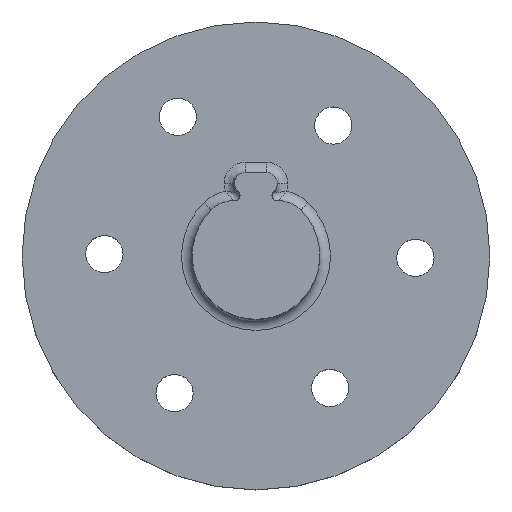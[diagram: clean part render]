
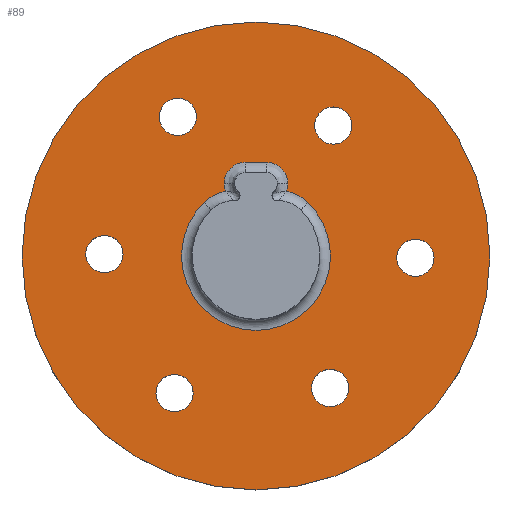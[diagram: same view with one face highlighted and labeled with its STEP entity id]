
A CAD part, top view. The second image highlights one B-rep face of the part: STEP entity #89.
In plain terms, the highlighted planar face has unit normal (0, 0, 1).
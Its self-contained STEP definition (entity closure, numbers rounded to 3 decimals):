
#89=ADVANCED_FACE('',(#165,#166,#167,#168,#169,#170,#171,#172),#119,.T.);
#119=PLANE('',#516);
#123=LINE('',#723,#136);
#136=VECTOR('',#573,1.);
#153=B_SPLINE_CURVE_WITH_KNOTS('',3,(#698,#699,#700,#701,#702,#703,#704),
 .UNSPECIFIED.,.F.,.F.,(4,3,4),(0.,0.384,1.),.UNSPECIFIED.);
#154=B_SPLINE_CURVE_WITH_KNOTS('',3,(#706,#707,#708,#709,#710,#711,#712,
#713,#714,#715,#716,#717,#718,#719,#720,#721),.UNSPECIFIED.,.F.,.F.,(4,
3,3,3,3,4),(0.,0.217,0.435,0.651,0.866,
1.),.UNSPECIFIED.);
#155=B_SPLINE_CURVE_WITH_KNOTS('',3,(#725,#726,#727,#728,#729,#730,#731,
#732,#733,#734,#735,#736,#737,#738,#739,#740),.UNSPECIFIED.,.F.,.F.,(4,
3,3,3,3,4),(0.,0.213,0.425,0.639,0.854,
1.),.UNSPECIFIED.);
#156=B_SPLINE_CURVE_WITH_KNOTS('',3,(#742,#743,#744,#745,#746,#747,#748),
 .UNSPECIFIED.,.F.,.F.,(4,3,4),(0.,0.616,1.),.UNSPECIFIED.);
#165=FACE_BOUND('',#194,.T.);
#166=FACE_BOUND('',#195,.T.);
#167=FACE_BOUND('',#196,.T.);
#168=FACE_BOUND('',#197,.T.);
#169=FACE_BOUND('',#198,.T.);
#170=FACE_BOUND('',#199,.T.);
#171=FACE_BOUND('',#200,.T.);
#172=FACE_BOUND('',#201,.T.);
#194=EDGE_LOOP('',(#244));
#195=EDGE_LOOP('',(#245));
#196=EDGE_LOOP('',(#246));
#197=EDGE_LOOP('',(#247));
#198=EDGE_LOOP('',(#248));
#199=EDGE_LOOP('',(#249,#250,#251,#252,#253,#254,#255,#256));
#200=EDGE_LOOP('',(#257));
#201=EDGE_LOOP('',(#258));
#244=ORIENTED_EDGE('',*,*,#410,.T.);
#245=ORIENTED_EDGE('',*,*,#411,.T.);
#246=ORIENTED_EDGE('',*,*,#412,.T.);
#247=ORIENTED_EDGE('',*,*,#413,.T.);
#248=ORIENTED_EDGE('',*,*,#414,.T.);
#249=ORIENTED_EDGE('',*,*,#415,.T.);
#250=ORIENTED_EDGE('',*,*,#416,.T.);
#251=ORIENTED_EDGE('',*,*,#417,.T.);
#252=ORIENTED_EDGE('',*,*,#418,.T.);
#253=ORIENTED_EDGE('',*,*,#419,.T.);
#254=ORIENTED_EDGE('',*,*,#420,.T.);
#255=ORIENTED_EDGE('',*,*,#421,.T.);
#256=ORIENTED_EDGE('',*,*,#422,.T.);
#257=ORIENTED_EDGE('',*,*,#423,.T.);
#258=ORIENTED_EDGE('',*,*,#424,.F.);
#368=VERTEX_POINT('',#686);
#369=VERTEX_POINT('',#688);
#370=VERTEX_POINT('',#690);
#371=VERTEX_POINT('',#692);
#372=VERTEX_POINT('',#694);
#373=VERTEX_POINT('',#696);
#374=VERTEX_POINT('',#697);
#375=VERTEX_POINT('',#705);
#376=VERTEX_POINT('',#722);
#377=VERTEX_POINT('',#724);
#378=VERTEX_POINT('',#741);
#379=VERTEX_POINT('',#749);
#380=VERTEX_POINT('',#751);
#381=VERTEX_POINT('',#754);
#382=VERTEX_POINT('',#756);
#410=EDGE_CURVE('',#368,#368,#472,.T.);
#411=EDGE_CURVE('',#369,#369,#473,.T.);
#412=EDGE_CURVE('',#370,#370,#474,.T.);
#413=EDGE_CURVE('',#371,#371,#475,.T.);
#414=EDGE_CURVE('',#372,#372,#476,.T.);
#415=EDGE_CURVE('',#373,#374,#477,.T.);
#416=EDGE_CURVE('',#374,#375,#153,.T.);
#417=EDGE_CURVE('',#375,#376,#154,.T.);
#418=EDGE_CURVE('',#376,#377,#123,.T.);
#419=EDGE_CURVE('',#377,#378,#155,.T.);
#420=EDGE_CURVE('',#378,#379,#156,.T.);
#421=EDGE_CURVE('',#379,#380,#478,.T.);
#422=EDGE_CURVE('',#380,#373,#479,.T.);
#423=EDGE_CURVE('',#381,#381,#480,.T.);
#424=EDGE_CURVE('',#382,#382,#481,.T.);
#472=CIRCLE('',#506,1.75);
#473=CIRCLE('',#507,1.75);
#474=CIRCLE('',#508,1.75);
#475=CIRCLE('',#509,1.75);
#476=CIRCLE('',#510,1.75);
#477=CIRCLE('',#511,4.);
#478=CIRCLE('',#512,4.);
#479=CIRCLE('',#513,7.);
#480=CIRCLE('',#514,22.);
#481=CIRCLE('',#515,1.75);
#506=AXIS2_PLACEMENT_3D('',#685,#561,#562);
#507=AXIS2_PLACEMENT_3D('',#687,#563,#564);
#508=AXIS2_PLACEMENT_3D('',#689,#565,#566);
#509=AXIS2_PLACEMENT_3D('',#691,#567,#568);
#510=AXIS2_PLACEMENT_3D('',#693,#569,#570);
#511=AXIS2_PLACEMENT_3D('',#695,#571,#572);
#512=AXIS2_PLACEMENT_3D('',#750,#574,#575);
#513=AXIS2_PLACEMENT_3D('',#752,#576,#577);
#514=AXIS2_PLACEMENT_3D('',#753,#578,#579);
#515=AXIS2_PLACEMENT_3D('',#755,#580,#581);
#516=AXIS2_PLACEMENT_3D('',#757,#582,#583);
#561=DIRECTION('',(0.,0.,-1.));
#562=DIRECTION('',(1.,0.,0.));
#563=DIRECTION('',(0.,0.,-1.));
#564=DIRECTION('',(1.,0.,0.));
#565=DIRECTION('',(0.,0.,-1.));
#566=DIRECTION('',(1.,0.,0.));
#567=DIRECTION('',(0.,0.,-1.));
#568=DIRECTION('',(1.,0.,0.));
#569=DIRECTION('',(0.,0.,-1.));
#570=DIRECTION('',(1.,0.,0.));
#571=DIRECTION('',(0.,0.,-1.));
#572=DIRECTION('',(1.,0.,0.));
#573=DIRECTION('',(1.,0.,0.));
#574=DIRECTION('',(0.,0.,-1.));
#575=DIRECTION('',(1.,0.,0.));
#576=DIRECTION('',(0.,0.,-1.));
#577=DIRECTION('',(1.,0.,0.));
#578=DIRECTION('',(0.,0.,1.));
#579=DIRECTION('',(1.,0.,0.));
#580=DIRECTION('',(0.,0.,1.));
#581=DIRECTION('',(1.,0.,0.));
#582=DIRECTION('',(0.,0.,1.));
#583=DIRECTION('',(1.,0.,0.));
#685=CARTESIAN_POINT('',(-14.256,0.174,6.));
#686=CARTESIAN_POINT('',(-12.506,0.174,6.));
#687=CARTESIAN_POINT('',(-7.66,-12.895,6.));
#688=CARTESIAN_POINT('',(-5.91,-12.895,6.));
#689=CARTESIAN_POINT('',(7.263,12.261,6.));
#690=CARTESIAN_POINT('',(9.013,12.261,6.));
#691=CARTESIAN_POINT('',(6.971,-12.419,6.));
#692=CARTESIAN_POINT('',(8.721,-12.419,6.));
#693=CARTESIAN_POINT('',(14.992,-0.172,6.));
#694=CARTESIAN_POINT('',(16.742,-0.172,6.));
#695=CARTESIAN_POINT('',(-2.084,2.158,6.));
#696=CARTESIAN_POINT('',(-4.863,5.035,6.));
#697=CARTESIAN_POINT('',(-2.874,6.079,6.));
#698=CARTESIAN_POINT('',(-2.874,6.079,6.));
#699=CARTESIAN_POINT('',(-2.906,6.165,6.));
#700=CARTESIAN_POINT('',(-2.932,6.254,6.));
#701=CARTESIAN_POINT('',(-2.952,6.344,6.));
#702=CARTESIAN_POINT('',(-2.984,6.487,6.));
#703=CARTESIAN_POINT('',(-3.,6.635,6.));
#704=CARTESIAN_POINT('',(-3.,6.783,6.));
#705=CARTESIAN_POINT('',(-3.,6.783,6.));
#706=CARTESIAN_POINT('',(-3.,6.783,6.));
#707=CARTESIAN_POINT('',(-3.,7.01,6.));
#708=CARTESIAN_POINT('',(-2.961,7.24,6.));
#709=CARTESIAN_POINT('',(-2.886,7.455,6.));
#710=CARTESIAN_POINT('',(-2.811,7.669,6.));
#711=CARTESIAN_POINT('',(-2.697,7.874,6.));
#712=CARTESIAN_POINT('',(-2.555,8.051,6.));
#713=CARTESIAN_POINT('',(-2.414,8.228,6.));
#714=CARTESIAN_POINT('',(-2.239,8.382,6.));
#715=CARTESIAN_POINT('',(-2.047,8.502,6.));
#716=CARTESIAN_POINT('',(-1.856,8.62,6.));
#717=CARTESIAN_POINT('',(-1.642,8.707,6.));
#718=CARTESIAN_POINT('',(-1.423,8.754,6.));
#719=CARTESIAN_POINT('',(-1.284,8.785,6.));
#720=CARTESIAN_POINT('',(-1.142,8.8,6.));
#721=CARTESIAN_POINT('',(-1.,8.8,6.));
#722=CARTESIAN_POINT('',(-1.,8.8,6.));
#723=CARTESIAN_POINT('',(0.,8.8,6.));
#724=CARTESIAN_POINT('',(1.,8.8,6.));
#725=CARTESIAN_POINT('',(1.,8.8,6.));
#726=CARTESIAN_POINT('',(1.222,8.8,6.));
#727=CARTESIAN_POINT('',(1.448,8.761,6.));
#728=CARTESIAN_POINT('',(1.658,8.688,6.));
#729=CARTESIAN_POINT('',(1.868,8.614,6.));
#730=CARTESIAN_POINT('',(2.068,8.503,6.));
#731=CARTESIAN_POINT('',(2.241,8.364,6.));
#732=CARTESIAN_POINT('',(2.416,8.225,6.));
#733=CARTESIAN_POINT('',(2.569,8.054,6.));
#734=CARTESIAN_POINT('',(2.688,7.865,6.));
#735=CARTESIAN_POINT('',(2.808,7.675,6.));
#736=CARTESIAN_POINT('',(2.897,7.461,6.));
#737=CARTESIAN_POINT('',(2.947,7.242,6.));
#738=CARTESIAN_POINT('',(2.982,7.092,6.));
#739=CARTESIAN_POINT('',(3.,6.937,6.));
#740=CARTESIAN_POINT('',(3.,6.783,6.));
#741=CARTESIAN_POINT('',(3.,6.783,6.));
#742=CARTESIAN_POINT('',(3.,6.783,6.));
#743=CARTESIAN_POINT('',(3.,6.635,6.));
#744=CARTESIAN_POINT('',(2.984,6.487,6.));
#745=CARTESIAN_POINT('',(2.952,6.344,6.));
#746=CARTESIAN_POINT('',(2.932,6.254,6.));
#747=CARTESIAN_POINT('',(2.906,6.165,6.));
#748=CARTESIAN_POINT('',(2.874,6.079,6.));
#749=CARTESIAN_POINT('',(2.874,6.079,6.));
#750=CARTESIAN_POINT('',(2.084,2.158,6.));
#751=CARTESIAN_POINT('',(4.863,5.035,6.));
#752=CARTESIAN_POINT('',(0.,0.,6.));
#753=CARTESIAN_POINT('',(0.,0.,6.));
#754=CARTESIAN_POINT('',(22.,0.,6.));
#755=CARTESIAN_POINT('',(-7.353,13.084,6.));
#756=CARTESIAN_POINT('',(-5.603,13.084,6.));
#757=CARTESIAN_POINT('',(0.,0.,6.));
